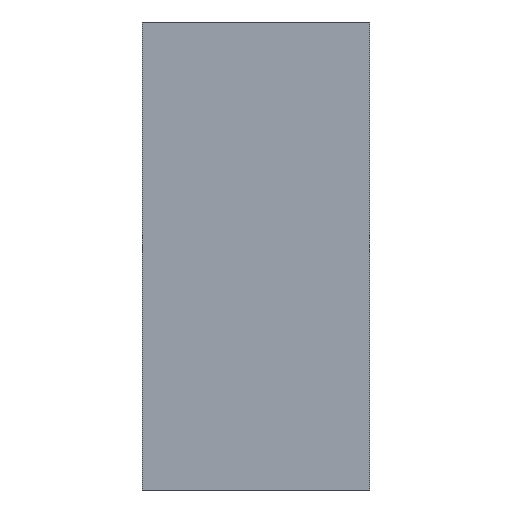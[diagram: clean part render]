
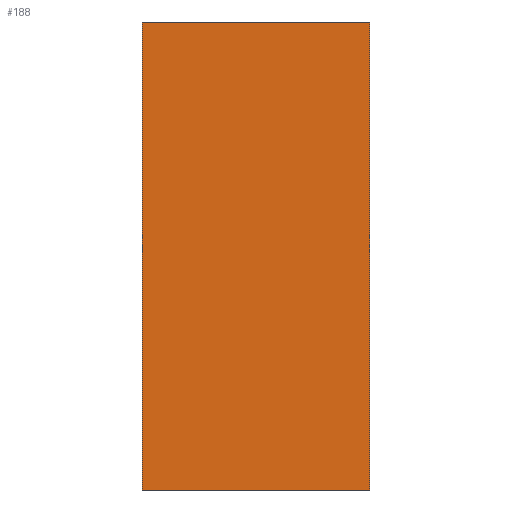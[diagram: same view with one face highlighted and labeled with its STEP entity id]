
A CAD part, left-side view. The second image highlights one B-rep face of the part: STEP entity #188.
In plain terms, the highlighted planar face has unit normal (-1, 0, 0).
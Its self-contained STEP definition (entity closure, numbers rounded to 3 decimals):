
#22=FACE_OUTER_BOUND('',#32,.T.);
#32=EDGE_LOOP('',(#159,#160,#161,#162));
#47=LINE('',#295,#71);
#55=LINE('',#311,#79);
#57=LINE('',#314,#81);
#58=LINE('',#315,#82);
#71=VECTOR('',#243,10.);
#79=VECTOR('',#257,10.);
#81=VECTOR('',#261,10.);
#82=VECTOR('',#262,10.);
#92=VERTEX_POINT('',#292);
#93=VERTEX_POINT('',#294);
#97=VERTEX_POINT('',#308);
#98=VERTEX_POINT('',#310);
#111=EDGE_CURVE('',#92,#93,#47,.T.);
#119=EDGE_CURVE('',#98,#97,#55,.T.);
#121=EDGE_CURVE('',#92,#98,#57,.T.);
#122=EDGE_CURVE('',#93,#97,#58,.T.);
#159=ORIENTED_EDGE('',*,*,#121,.T.);
#160=ORIENTED_EDGE('',*,*,#119,.T.);
#161=ORIENTED_EDGE('',*,*,#122,.F.);
#162=ORIENTED_EDGE('',*,*,#111,.F.);
#178=PLANE('',#218);
#188=ADVANCED_FACE('',(#22),#178,.T.);
#218=AXIS2_PLACEMENT_3D('',#313,#259,#260);
#243=DIRECTION('',(0.,1.,0.));
#257=DIRECTION('',(0.,1.,0.));
#259=DIRECTION('center_axis',(-1.,0.,0.));
#260=DIRECTION('ref_axis',(0.,0.,1.));
#261=DIRECTION('',(0.,0.,1.));
#262=DIRECTION('',(0.,0.,1.));
#292=CARTESIAN_POINT('',(0.,0.,-18.5));
#294=CARTESIAN_POINT('',(0.,18.,-18.5));
#295=CARTESIAN_POINT('',(0.,0.,-18.5));
#308=CARTESIAN_POINT('',(0.,18.,18.5));
#310=CARTESIAN_POINT('',(0.,0.,18.5));
#311=CARTESIAN_POINT('',(0.,0.,18.5));
#313=CARTESIAN_POINT('Origin',(0.,0.,-18.5));
#314=CARTESIAN_POINT('',(0.,0.,-18.5));
#315=CARTESIAN_POINT('',(0.,18.,-18.5));
